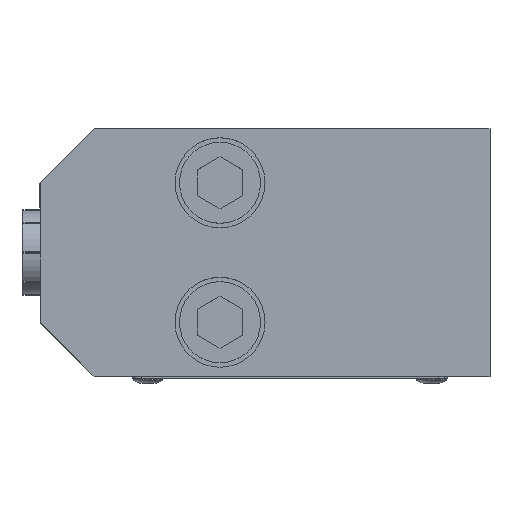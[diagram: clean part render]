
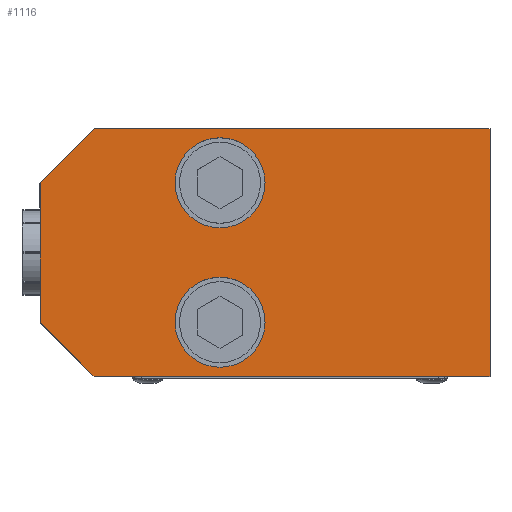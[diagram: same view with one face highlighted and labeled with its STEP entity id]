
A CAD part, top view. The second image highlights one B-rep face of the part: STEP entity #1116.
In plain terms, the highlighted planar face has unit normal (0, 0, 1).
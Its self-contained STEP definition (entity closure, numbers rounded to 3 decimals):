
#1116=ADVANCED_FACE('',(#2953,#2954,#2955),#2956,.F.);
#2953=FACE_OUTER_BOUND('',#5749,.T.);
#2954=FACE_BOUND('',#5750,.T.);
#2955=FACE_BOUND('',#5751,.T.);
#2956=PLANE('',#5752);
#5749=EDGE_LOOP('',(#8781,#8782,#8783,#8784,#8785,#8786));
#5750=EDGE_LOOP('',(#8787,#8788));
#5751=EDGE_LOOP('',(#8789,#8790));
#5752=AXIS2_PLACEMENT_3D('',#8791,#8792,#8793);
#8781=ORIENTED_EDGE('',*,*,#16329,.F.);
#8782=ORIENTED_EDGE('',*,*,#16312,.F.);
#8783=ORIENTED_EDGE('',*,*,#16330,.F.);
#8784=ORIENTED_EDGE('',*,*,#16331,.F.);
#8785=ORIENTED_EDGE('',*,*,#16332,.F.);
#8786=ORIENTED_EDGE('',*,*,#16333,.F.);
#8787=ORIENTED_EDGE('',*,*,#16248,.T.);
#8788=ORIENTED_EDGE('',*,*,#16325,.T.);
#8789=ORIENTED_EDGE('',*,*,#16258,.T.);
#8790=ORIENTED_EDGE('',*,*,#16318,.T.);
#8791=CARTESIAN_POINT('',(52.577,-15.5,40.));
#8792=DIRECTION('',(0.,0.,-1.0));
#8793=DIRECTION('',(1.0,0.,0.));
#16248=EDGE_CURVE('',#19202,#19199,#19203,.T.);
#16258=EDGE_CURVE('',#19220,#19217,#19221,.T.);
#16312=EDGE_CURVE('',#19297,#19299,#19300,.T.);
#16318=EDGE_CURVE('',#19217,#19220,#19306,.T.);
#16325=EDGE_CURVE('',#19199,#19202,#19313,.T.);
#16329=EDGE_CURVE('',#19299,#19317,#19318,.T.);
#16330=EDGE_CURVE('',#19319,#19297,#19320,.T.);
#16331=EDGE_CURVE('',#19321,#19319,#19322,.T.);
#16332=EDGE_CURVE('',#19323,#19321,#19324,.T.);
#16333=EDGE_CURVE('',#19317,#19323,#19325,.T.);
#19199=VERTEX_POINT('',#23469);
#19202=VERTEX_POINT('',#23473);
#19203=CIRCLE('',#23474,10.);
#19217=VERTEX_POINT('',#23491);
#19220=VERTEX_POINT('',#23495);
#19221=CIRCLE('',#23496,10.);
#19297=VERTEX_POINT('',#23590);
#19299=VERTEX_POINT('',#23593);
#19300=LINE('',#23594,#23595);
#19306=CIRCLE('',#23602,10.);
#19313=CIRCLE('',#23609,10.);
#19317=VERTEX_POINT('',#23613);
#19318=LINE('',#23614,#23615);
#19319=VERTEX_POINT('',#23616);
#19320=LINE('',#23617,#23618);
#19321=VERTEX_POINT('',#23619);
#19322=LINE('',#23620,#23621);
#19323=VERTEX_POINT('',#23622);
#19324=LINE('',#23623,#23624);
#19325=LINE('',#23625,#23626);
#23469=CARTESIAN_POINT('',(50.,-31.,40.));
#23473=CARTESIAN_POINT('',(30.,-31.0,40.));
#23474=AXIS2_PLACEMENT_3D('',#30534,#30535,#30536);
#23491=CARTESIAN_POINT('',(50.,0.,40.));
#23495=CARTESIAN_POINT('',(30.0,0.,40.));
#23496=AXIS2_PLACEMENT_3D('',#30550,#30551,#30552);
#23590=CARTESIAN_POINT('',(100.0,-43.,40.0));
#23593=CARTESIAN_POINT('',(12.,-43.0,40.));
#23594=CARTESIAN_POINT('',(100.0,-43.0,40.0));
#23595=VECTOR('',#30623,1.);
#23602=AXIS2_PLACEMENT_3D('',#30631,#30632,#30633);
#23609=AXIS2_PLACEMENT_3D('',#30643,#30644,#30645);
#23613=CARTESIAN_POINT('',(0.,-31.,40.));
#23614=CARTESIAN_POINT('',(12.,-43.0,40.));
#23615=VECTOR('',#30649,1.);
#23616=CARTESIAN_POINT('',(100.0,12.,40.0));
#23617=CARTESIAN_POINT('',(100.,12.,40.0));
#23618=VECTOR('',#30650,1.);
#23619=CARTESIAN_POINT('',(12.,12.,40.));
#23620=CARTESIAN_POINT('',(12.,12.,40.));
#23621=VECTOR('',#30651,1.);
#23622=CARTESIAN_POINT('',(0.,0.,40.));
#23623=CARTESIAN_POINT('',(0.,0.,40.));
#23624=VECTOR('',#30652,1.);
#23625=CARTESIAN_POINT('',(0.,-31.,40.));
#23626=VECTOR('',#30653,1.);
#30534=CARTESIAN_POINT('',(40.0,-31.0,40.));
#30535=DIRECTION('',(0.,0.,-1.0));
#30536=DIRECTION('',(1.0,0.,0.));
#30550=CARTESIAN_POINT('',(40.,0.,40.));
#30551=DIRECTION('',(0.,0.,-1.0));
#30552=DIRECTION('',(1.0,0.,0.));
#30623=DIRECTION('',(-1.0,0.,0.));
#30631=CARTESIAN_POINT('',(40.,0.,40.));
#30632=DIRECTION('',(0.,0.,-1.0));
#30633=DIRECTION('',(1.0,0.,0.));
#30643=CARTESIAN_POINT('',(40.0,-31.0,40.));
#30644=DIRECTION('',(0.,0.,-1.0));
#30645=DIRECTION('',(1.0,0.,0.));
#30649=DIRECTION('',(-0.707,0.707,0.));
#30650=DIRECTION('',(0.,-1.0,0.));
#30651=DIRECTION('',(1.0,0.,0.));
#30652=DIRECTION('',(0.707,0.707,0.));
#30653=DIRECTION('',(0.,1.0,0.));
